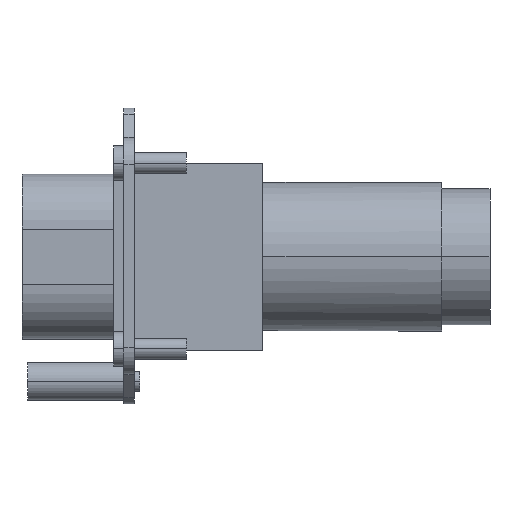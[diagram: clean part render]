
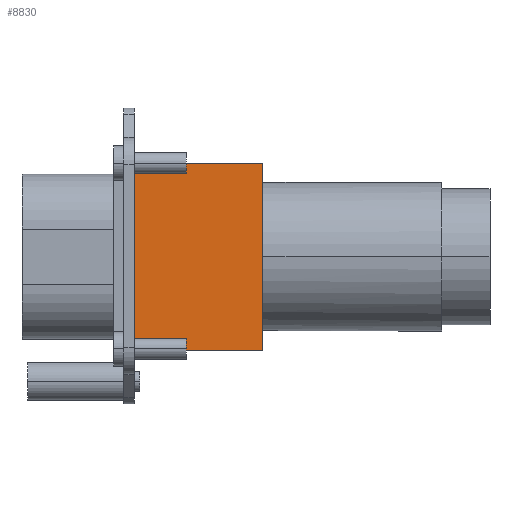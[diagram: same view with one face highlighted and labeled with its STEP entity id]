
A CAD part, left-side view. The second image highlights one B-rep face of the part: STEP entity #8830.
In plain terms, the highlighted planar face has unit normal (-1, 0, 0).
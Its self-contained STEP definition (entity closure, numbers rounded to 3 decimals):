
#709=DIRECTION('',(0.,1.,0.));
#710=VECTOR('',#709,18.7);
#711=CARTESIAN_POINT('',(-48.,-35.,13.6));
#712=LINE('',#711,#710);
#1397=DIRECTION('',(0.,0.,1.));
#1398=VECTOR('',#1397,27.2);
#1399=CARTESIAN_POINT('',(-48.,-16.3,-13.6));
#1400=LINE('',#1399,#1398);
#1401=DIRECTION('',(0.,1.,0.));
#1402=VECTOR('',#1401,18.7);
#1403=CARTESIAN_POINT('',(-48.,-35.,-13.6));
#1404=LINE('',#1403,#1402);
#1417=DIRECTION('',(0.,0.,1.));
#1418=VECTOR('',#1417,27.2);
#1419=CARTESIAN_POINT('',(-48.,-35.,-13.6));
#1420=LINE('',#1419,#1418);
#6283=CARTESIAN_POINT('',(-48.,-16.3,13.6));
#6285=VERTEX_POINT('',#6283);
#6287=CARTESIAN_POINT('',(-48.,-16.3,-13.6));
#6288=VERTEX_POINT('',#6287);
#6325=CARTESIAN_POINT('',(-48.,-35.,13.6));
#6326=VERTEX_POINT('',#6325);
#6357=CARTESIAN_POINT('',(-48.,-35.,-13.6));
#6358=VERTEX_POINT('',#6357);
#8818=CARTESIAN_POINT('',(-48.,-16.3,13.6));
#8819=DIRECTION('',(-1.,0.,0.));
#8820=DIRECTION('',(0.,0.,-1.));
#8821=AXIS2_PLACEMENT_3D('',#8818,#8819,#8820);
#8822=PLANE('',#8821);
#8823=ORIENTED_EDGE('',*,*,#8068,.T.);
#8824=ORIENTED_EDGE('',*,*,#8421,.F.);
#8826=ORIENTED_EDGE('',*,*,#8825,.F.);
#8827=ORIENTED_EDGE('',*,*,#8730,.T.);
#8828=EDGE_LOOP('',(#8823,#8824,#8826,#8827));
#8829=FACE_OUTER_BOUND('',#8828,.F.);
#8830=ADVANCED_FACE('',(#8829),#8822,.T.);
#8068=EDGE_CURVE('',#6288,#6285,#1400,.T.);
#8421=EDGE_CURVE('',#6326,#6285,#712,.T.);
#8730=EDGE_CURVE('',#6358,#6288,#1404,.T.);
#8825=EDGE_CURVE('',#6358,#6326,#1420,.T.);
